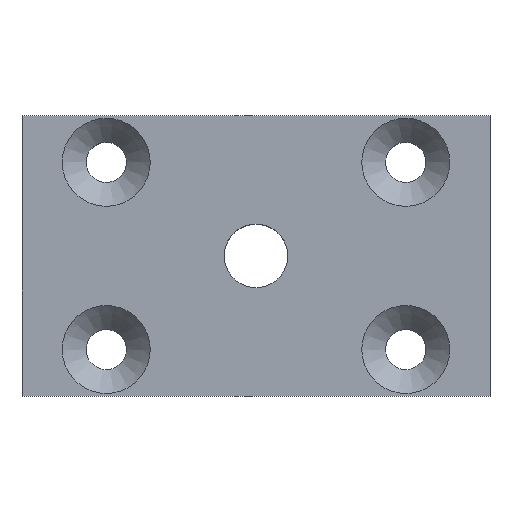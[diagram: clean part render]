
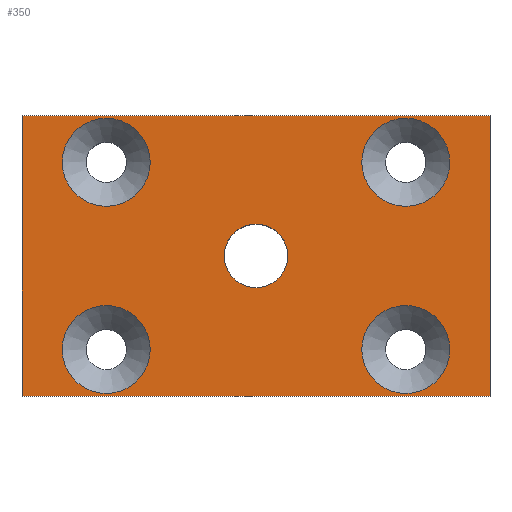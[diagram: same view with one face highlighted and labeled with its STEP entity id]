
A CAD part, top view. The second image highlights one B-rep face of the part: STEP entity #350.
In plain terms, the highlighted planar face has unit normal (0, 0, 1).
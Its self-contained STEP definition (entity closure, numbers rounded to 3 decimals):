
#10 = DIRECTION ( 'NONE',  ( 1., 0., 0. ) ) ;
#13 = EDGE_CURVE ( 'NONE', #29, #29, #190, .T. ) ;
#24 = DIRECTION ( 'NONE',  ( 0., 0., 1. ) ) ;
#25 = EDGE_CURVE ( 'NONE', #228, #228, #122, .T. ) ;
#27 = DIRECTION ( 'NONE',  ( 0., 1., 0. ) ) ;
#29 = VERTEX_POINT ( 'NONE', #393 ) ;
#33 = DIRECTION ( 'NONE',  ( 0., 0., 1. ) ) ;
#38 = LINE ( 'NONE', #197, #134 ) ;
#48 = AXIS2_PLACEMENT_3D ( 'NONE', #217, #110, #144 ) ;
#50 = LINE ( 'NONE', #130, #354 ) ;
#51 = VECTOR ( 'NONE', #427, 1000. ) ;
#52 = EDGE_CURVE ( 'NONE', #453, #281, #366, .T. ) ;
#54 = VERTEX_POINT ( 'NONE', #192 ) ;
#57 = DIRECTION ( 'NONE',  ( 1., 0., 0. ) ) ;
#59 = EDGE_CURVE ( 'NONE', #385, #385, #375, .T. ) ;
#60 = CIRCLE ( 'NONE', #268, 4.7 ) ;
#62 = CARTESIAN_POINT ( 'NONE',  ( 0., 0., 12. ) ) ;
#67 = CARTESIAN_POINT ( 'NONE',  ( 20.7, -10., 12. ) ) ;
#68 = CARTESIAN_POINT ( 'NONE',  ( 25., 15., 12. ) ) ;
#76 = EDGE_CURVE ( 'NONE', #54, #205, #38, .T. ) ;
#77 = FACE_BOUND ( 'NONE', #436, .T. ) ;
#79 = DIRECTION ( 'NONE',  ( 1., 0., 0. ) ) ;
#82 = ORIENTED_EDGE ( 'NONE', *, *, #25, .F. ) ;
#84 = FACE_BOUND ( 'NONE', #165, .T. ) ;
#85 = DIRECTION ( 'NONE',  ( 1., 0., 0. ) ) ;
#102 = VERTEX_POINT ( 'NONE', #219 ) ;
#103 = LINE ( 'NONE', #333, #51 ) ;
#110 = DIRECTION ( 'NONE',  ( 0., 0., 1. ) ) ;
#111 = FACE_BOUND ( 'NONE', #429, .T. ) ;
#122 = CIRCLE ( 'NONE', #48, 4.7 ) ;
#130 = CARTESIAN_POINT ( 'NONE',  ( 25., -15., 12. ) ) ;
#134 = VECTOR ( 'NONE', #447, 1000. ) ;
#144 = DIRECTION ( 'NONE',  ( 1., 0., 0. ) ) ;
#145 = FACE_BOUND ( 'NONE', #176, .T. ) ;
#147 = PLANE ( 'NONE',  #173 ) ;
#148 = CARTESIAN_POINT ( 'NONE',  ( 16., 10., 12. ) ) ;
#158 = DIRECTION ( 'NONE',  ( 1., 0., 0. ) ) ;
#165 = EDGE_LOOP ( 'NONE', ( #379 ) ) ;
#172 = ORIENTED_EDGE ( 'NONE', *, *, #398, .T. ) ;
#173 = AXIS2_PLACEMENT_3D ( 'NONE', #62, #214, #57 ) ;
#176 = EDGE_LOOP ( 'NONE', ( #317 ) ) ;
#188 = EDGE_LOOP ( 'NONE', ( #287 ) ) ;
#190 = CIRCLE ( 'NONE', #459, 4.7 ) ;
#192 = CARTESIAN_POINT ( 'NONE',  ( -25., 15., 12. ) ) ;
#197 = CARTESIAN_POINT ( 'NONE',  ( -25., -15., 12. ) ) ;
#204 = CARTESIAN_POINT ( 'NONE',  ( -11.3, 10., 12. ) ) ;
#205 = VERTEX_POINT ( 'NONE', #326 ) ;
#214 = DIRECTION ( 'NONE',  ( 0., 0., 1. ) ) ;
#217 = CARTESIAN_POINT ( 'NONE',  ( -16., 10., 12. ) ) ;
#219 = CARTESIAN_POINT ( 'NONE',  ( -11.3, -10., 12. ) ) ;
#228 = VERTEX_POINT ( 'NONE', #204 ) ;
#237 = ORIENTED_EDGE ( 'NONE', *, *, #76, .T. ) ;
#240 = ORIENTED_EDGE ( 'NONE', *, *, #338, .F. ) ;
#244 = EDGE_CURVE ( 'NONE', #423, #423, #267, .T. ) ;
#256 = EDGE_LOOP ( 'NONE', ( #237, #172, #432, #308 ) ) ;
#267 = CIRCLE ( 'NONE', #303, 4.7 ) ;
#268 = AXIS2_PLACEMENT_3D ( 'NONE', #464, #271, #158 ) ;
#271 = DIRECTION ( 'NONE',  ( 0., 0., 1. ) ) ;
#281 = VERTEX_POINT ( 'NONE', #68 ) ;
#287 = ORIENTED_EDGE ( 'NONE', *, *, #59, .F. ) ;
#298 = CARTESIAN_POINT ( 'NONE',  ( 3.4, 0., 12. ) ) ;
#300 = CARTESIAN_POINT ( 'NONE',  ( 25., -15., 12. ) ) ;
#303 = AXIS2_PLACEMENT_3D ( 'NONE', #362, #24, #85 ) ;
#308 = ORIENTED_EDGE ( 'NONE', *, *, #458, .T. ) ;
#317 = ORIENTED_EDGE ( 'NONE', *, *, #244, .F. ) ;
#318 = FACE_BOUND ( 'NONE', #188, .T. ) ;
#324 = DIRECTION ( 'NONE',  ( 1., 0., 0. ) ) ;
#326 = CARTESIAN_POINT ( 'NONE',  ( -25., -15., 12. ) ) ;
#333 = CARTESIAN_POINT ( 'NONE',  ( 25., 15., 12. ) ) ;
#337 = CARTESIAN_POINT ( 'NONE',  ( 0., 0., 12. ) ) ;
#338 = EDGE_CURVE ( 'NONE', #102, #102, #60, .T. ) ;
#350 = ADVANCED_FACE ( 'NONE', ( #111, #84, #145, #77, #318, #414 ), #147, .T. ) ;
#354 = VECTOR ( 'NONE', #10, 1000. ) ;
#362 = CARTESIAN_POINT ( 'NONE',  ( 16., -10., 12. ) ) ;
#364 = VECTOR ( 'NONE', #27, 1000. ) ;
#366 = LINE ( 'NONE', #300, #364 ) ;
#375 = CIRCLE ( 'NONE', #402, 3.4 ) ;
#379 = ORIENTED_EDGE ( 'NONE', *, *, #13, .F. ) ;
#381 = DIRECTION ( 'NONE',  ( 0., 0., 1. ) ) ;
#385 = VERTEX_POINT ( 'NONE', #298 ) ;
#393 = CARTESIAN_POINT ( 'NONE',  ( 20.7, 10., 12. ) ) ;
#395 = CARTESIAN_POINT ( 'NONE',  ( 25., -15., 12. ) ) ;
#398 = EDGE_CURVE ( 'NONE', #205, #453, #50, .T. ) ;
#402 = AXIS2_PLACEMENT_3D ( 'NONE', #337, #33, #79 ) ;
#414 = FACE_OUTER_BOUND ( 'NONE', #256, .T. ) ;
#423 = VERTEX_POINT ( 'NONE', #67 ) ;
#427 = DIRECTION ( 'NONE',  ( -1., 0., 0. ) ) ;
#429 = EDGE_LOOP ( 'NONE', ( #82 ) ) ;
#432 = ORIENTED_EDGE ( 'NONE', *, *, #52, .T. ) ;
#436 = EDGE_LOOP ( 'NONE', ( #240 ) ) ;
#447 = DIRECTION ( 'NONE',  ( 0., -1., 0. ) ) ;
#453 = VERTEX_POINT ( 'NONE', #395 ) ;
#458 = EDGE_CURVE ( 'NONE', #281, #54, #103, .T. ) ;
#459 = AXIS2_PLACEMENT_3D ( 'NONE', #148, #381, #324 ) ;
#464 = CARTESIAN_POINT ( 'NONE',  ( -16., -10., 12. ) ) ;
